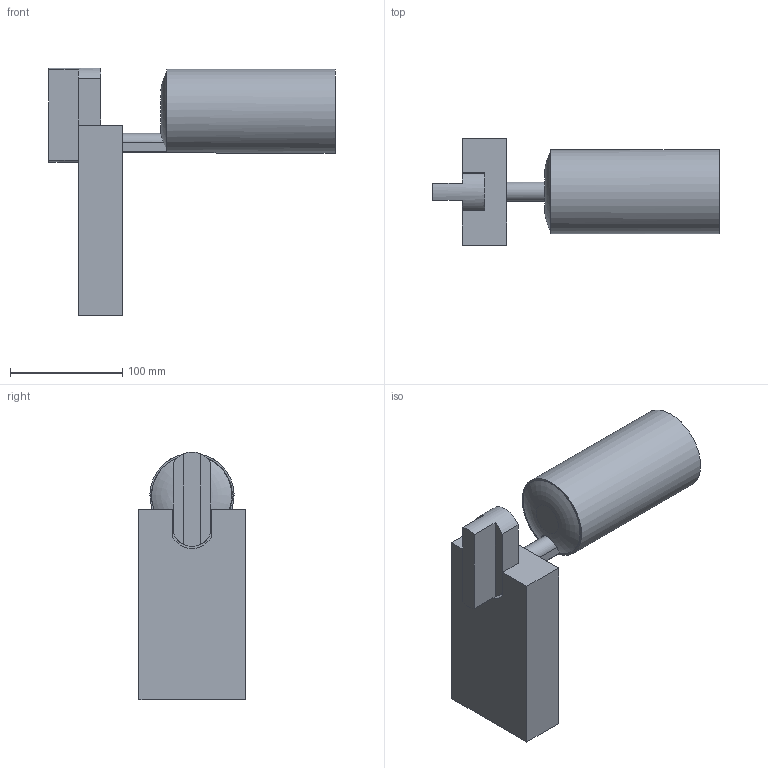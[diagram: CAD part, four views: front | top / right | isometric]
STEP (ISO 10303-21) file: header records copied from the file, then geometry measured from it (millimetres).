
FILE_DESCRIPTION (( 'STEP AP214' ), '1' );
FILE_NAME ('TRACK_SP_D75_25W.STEP', '2023-07-18T07:25:57', ( '' ), ( '' ), 'SwSTEP 2.0', 'SolidWorks 2022', '' );
FILE_SCHEMA (( 'AUTOMOTIVE_DESIGN' ));
Length unit declared in the file: millimetre
Products named in the file (1): TRACK_SP_D75_25W
Bounding box: 255.1 x 95 x 220.95 mm (x, y, z)
Volume: 865152.6 mm3; surface area: 177611.5 mm2
Topology: 8 solids, 8 shells, 74 faces, 158 edges, 104 vertices
Faces by surface type: plane 44, cylinder 23, torus 3, cone 3, bspline 1
Full cylindrical faces by diameter (mm): 10.5 x1, 11 x1, 20 x1, 54.707 x1, 57 x1, 62.8 x1, 69.932 x1, 70.5 x1, 72 x2, 75 x1
Entity records: 3244 total; most frequent: CARTESIAN_POINT 789, DIRECTION 321, ORIENTED_EDGE 272, EDGE_CURVE 136, AXIS2_PLACEMENT_3D 121, EDGE_LOOP 101, VERTEX_POINT 99, FACE_OUTER_BOUND 88
